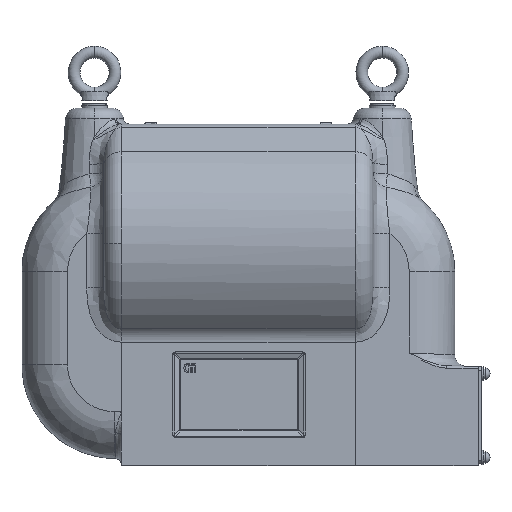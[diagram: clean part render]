
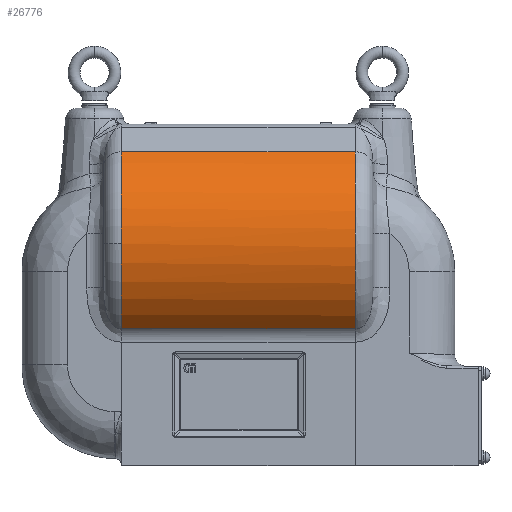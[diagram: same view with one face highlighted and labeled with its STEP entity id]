
A CAD part, top view. The second image highlights one B-rep face of the part: STEP entity #26776.
In plain terms, the highlighted cylindrical face has radius 96 mm (diameter 192 mm), a partial arc.
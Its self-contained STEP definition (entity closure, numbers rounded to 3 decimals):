
#129 = B_SPLINE_CURVE_WITH_KNOTS ( 'NONE', 3,
 ( #7383, #7428, #7464, #7421 ),
 .UNSPECIFIED., .F., .F.,
 ( 4, 4 ),
 ( 0., 0. ),
 .UNSPECIFIED. ) ;
#138 = B_SPLINE_CURVE_WITH_KNOTS ( 'NONE', 3,
 ( #4960, #5008, #4977, #4994 ),
 .UNSPECIFIED., .F., .F.,
 ( 4, 4 ),
 ( 0.014, 0.014 ),
 .UNSPECIFIED. ) ;
#1702 = CARTESIAN_POINT ( 'NONE',  ( -100., 147.124, 55.084 ) ) ;
#2172 = FACE_OUTER_BOUND ( 'NONE', #7286, .T. ) ;
#2181 = CYLINDRICAL_SURFACE ( 'NONE', #24725, 96. ) ;
#3050 = DIRECTION ( 'NONE',  ( 1., 0., 0. ) ) ;
#3067 = CARTESIAN_POINT ( 'NONE',  ( -100., 68.5, 0. ) ) ;
#3073 = DIRECTION ( 'NONE',  ( 0., 0., 1. ) ) ;
#4825 = CARTESIAN_POINT ( 'NONE',  ( 115., -4.194, 62.703 ) ) ;
#4846 = DIRECTION ( 'NONE',  ( 1., 0., 0. ) ) ;
#4960 = CARTESIAN_POINT ( 'NONE',  ( 100.006, -4.194, 62.703 ) ) ;
#4969 = CARTESIAN_POINT ( 'NONE',  ( -100., 68.5, 0. ) ) ;
#4977 = CARTESIAN_POINT ( 'NONE',  ( 100.002, -4.191, 62.706 ) ) ;
#4992 = CARTESIAN_POINT ( 'NONE',  ( 100., 68.5, 0. ) ) ;
#4994 = CARTESIAN_POINT ( 'NONE',  ( 100., -4.19, 62.707 ) ) ;
#4999 = DIRECTION ( 'NONE',  ( -1., 0., 0. ) ) ;
#5000 = DIRECTION ( 'NONE',  ( 0., 0., -1. ) ) ;
#5008 = CARTESIAN_POINT ( 'NONE',  ( 100.004, -4.192, 62.704 ) ) ;
#5029 = DIRECTION ( 'NONE',  ( 0., 0., 1. ) ) ;
#5039 = DIRECTION ( 'NONE',  ( 1., 0., 0. ) ) ;
#5059 = CARTESIAN_POINT ( 'NONE',  ( 115., 147.124, 55.084 ) ) ;
#5060 = DIRECTION ( 'NONE',  ( -1., 0., 0. ) ) ;
#5586 = ORIENTED_EDGE ( 'NONE', *, *, #22400, .T. ) ;
#5588 = ORIENTED_EDGE ( 'NONE', *, *, #22397, .T. ) ;
#5602 = ORIENTED_EDGE ( 'NONE', *, *, #22377, .T. ) ;
#5656 = ORIENTED_EDGE ( 'NONE', *, *, #22459, .T. ) ;
#5676 = ORIENTED_EDGE ( 'NONE', *, *, #22375, .T. ) ;
#5680 = ORIENTED_EDGE ( 'NONE', *, *, #22337, .T. ) ;
#5692 = ORIENTED_EDGE ( 'NONE', *, *, #21652, .T. ) ;
#7286 = EDGE_LOOP ( 'NONE', ( #5656, #5680, #5676, #5602, #5586, #5588, #5692 ) ) ;
#7383 = CARTESIAN_POINT ( 'NONE',  ( -100., -4.19, 62.707 ) ) ;
#7421 = CARTESIAN_POINT ( 'NONE',  ( -100.006, -4.194, 62.703 ) ) ;
#7428 = CARTESIAN_POINT ( 'NONE',  ( -100.002, -4.191, 62.706 ) ) ;
#7464 = CARTESIAN_POINT ( 'NONE',  ( -100.004, -4.192, 62.704 ) ) ;
#10720 = AXIS2_PLACEMENT_3D ( 'NONE', #4992, #4999, #5000 ) ;
#10725 = AXIS2_PLACEMENT_3D ( 'NONE', #4969, #5039, #5029 ) ;
#11528 = AXIS2_PLACEMENT_3D ( 'NONE', #3067, #3050, #3073 ) ;
#12629 = CIRCLE ( 'NONE', #11528, 96. ) ;
#13490 = CIRCLE ( 'NONE', #10720, 96. ) ;
#13496 = VECTOR ( 'NONE', #4846, 1000. ) ;
#13499 = VECTOR ( 'NONE', #5060, 1000. ) ;
#13501 = CIRCLE ( 'NONE', #10725, 96. ) ;
#13517 = LINE ( 'NONE', #5059, #13499 ) ;
#13519 = LINE ( 'NONE', #4825, #13496 ) ;
#14590 = DIRECTION ( 'NONE',  ( 1., 0., 0. ) ) ;
#14603 = DIRECTION ( 'NONE',  ( 0., 0., -1. ) ) ;
#14609 = CARTESIAN_POINT ( 'NONE',  ( 115., 68.5, 0. ) ) ;
#15440 = VERTEX_POINT ( 'NONE', #18997 ) ;
#15444 = VERTEX_POINT ( 'NONE', #18988 ) ;
#15447 = VERTEX_POINT ( 'NONE', #18989 ) ;
#15488 = VERTEX_POINT ( 'NONE', #19018 ) ;
#15709 = VERTEX_POINT ( 'NONE', #18237 ) ;
#15738 = VERTEX_POINT ( 'NONE', #18301 ) ;
#17620 = VERTEX_POINT ( 'NONE', #1702 ) ;
#18237 = CARTESIAN_POINT ( 'NONE',  ( -100., 68.5, 96. ) ) ;
#18301 = CARTESIAN_POINT ( 'NONE',  ( -100., -4.19, 62.707 ) ) ;
#18988 = CARTESIAN_POINT ( 'NONE',  ( 100., 147.124, 55.084 ) ) ;
#18989 = CARTESIAN_POINT ( 'NONE',  ( -100.006, -4.194, 62.703 ) ) ;
#18997 = CARTESIAN_POINT ( 'NONE',  ( 100., -4.19, 62.707 ) ) ;
#19018 = CARTESIAN_POINT ( 'NONE',  ( 100.006, -4.194, 62.703 ) ) ;
#21652 = EDGE_CURVE ( 'NONE', #15709, #15738, #12629, .T. ) ;
#22337 = EDGE_CURVE ( 'NONE', #15447, #15488, #13519, .T. ) ;
#22375 = EDGE_CURVE ( 'NONE', #15488, #15440, #138, .T. ) ;
#22377 = EDGE_CURVE ( 'NONE', #15440, #15444, #13490, .T. ) ;
#22397 = EDGE_CURVE ( 'NONE', #17620, #15709, #13501, .T. ) ;
#22400 = EDGE_CURVE ( 'NONE', #15444, #17620, #13517, .T. ) ;
#22459 = EDGE_CURVE ( 'NONE', #15738, #15447, #129, .T. ) ;
#24725 = AXIS2_PLACEMENT_3D ( 'NONE', #14609, #14590, #14603 ) ;
#26776 = ADVANCED_FACE ( 'NONE', ( #2172 ), #2181, .T. ) ;
